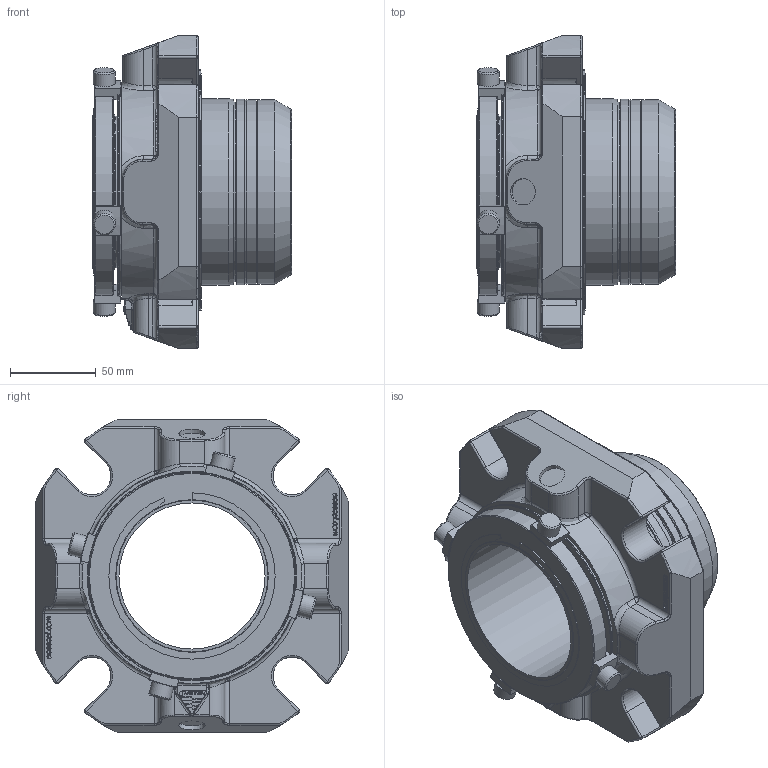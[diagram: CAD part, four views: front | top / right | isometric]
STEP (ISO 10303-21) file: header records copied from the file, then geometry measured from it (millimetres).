
FILE_DESCRIPTION(/* description */ ('Unknown'),/* implementation_level */ '2;1');
FILE_NAME(/* name */ '85mm - STEP',/* time_stamp */ '2023-01-27T11:16:21+00:00',/* author */ ('Unknown'),/* organization */ ('Unknown'),/* preprocessor_version */ 'ST-DEVELOPER v16.7',/* originating_system */ 'Solid Edge',/* authorisation */ 'Unknown');
FILE_SCHEMA (('AUTOMOTIVE_DESIGN {1 0 10303 214 3 1 1}'));
Length unit declared in the file: millimetre
Products named in the file (1): 85mm
Bounding box: 115.81 x 182.12 x 182.12 mm (x, y, z)
Volume: 966728.6 mm3; surface area: 172012.5 mm2
Topology: 1 solids, 1 shells, 1004 faces, 2604 edges, 1621 vertices
Faces by surface type: cylinder 323, plane 283, bspline 231, torus 102, cone 39, sphere 26
Full cylindrical faces by diameter (mm): 2.194 x1, 7.992 x4, 12.987 x4, 15.342 x2, 85 x1, 87.858 x2, 88.786 x1, 89.623 x1, 104.163 x2, 106.497 x1, 107.461 x2, 107.867 x1, 108.629 x1, 120.529 x1, 120.65 x1, 122.174 x1, 131.745 x1, 133.217 x1, 137.175 x1, 137.327 x1, 137.82 x1, 137.862 x1, 138.342 x1, 138.735 x1
Entity records: 35056 total; most frequent: CARTESIAN_POINT 12471, ORIENTED_EDGE 4932, DIRECTION 4256, EDGE_CURVE 2466, AXIS2_PLACEMENT_3D 1610, VERTEX_POINT 1586, EDGE_LOOP 1136, FACE_BOUND 1136
